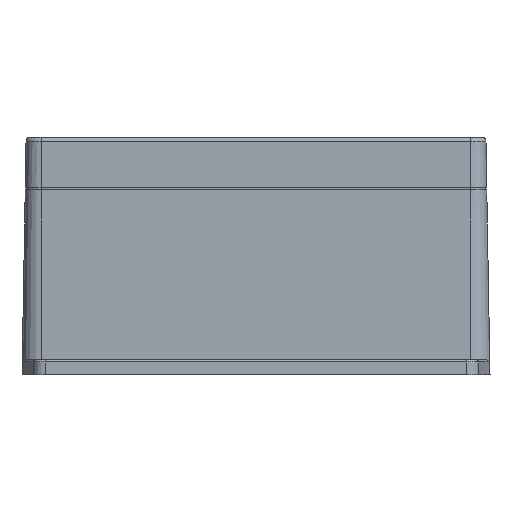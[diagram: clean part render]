
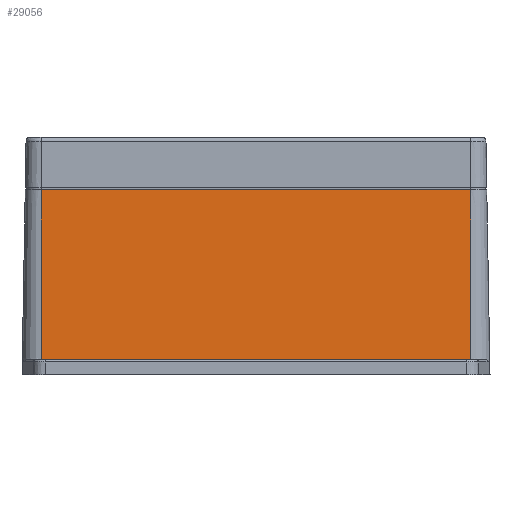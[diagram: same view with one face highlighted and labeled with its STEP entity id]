
A CAD part, front view. The second image highlights one B-rep face of the part: STEP entity #29056.
In plain terms, the highlighted planar face has unit normal (0, -1, 0.018).
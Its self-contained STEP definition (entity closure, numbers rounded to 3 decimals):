
#1324 = CARTESIAN_POINT ( 'NONE',  ( 6470.618, 1361.477, 74. ) ) ;
#1682 = CARTESIAN_POINT ( 'NONE',  ( 6470.618, 1360.29, 6. ) ) ;
#1706 = DIRECTION ( 'NONE',  ( 0., -0.017, -1. ) ) ;
#2314 = FACE_OUTER_BOUND ( 'NONE', #20632, .T. ) ;
#3158 = EDGE_CURVE ( 'NONE', #18290, #9611, #14155, .T. ) ;
#4446 = DIRECTION ( 'NONE',  ( 0., 0.017, 1. ) ) ;
#5679 = PLANE ( 'NONE',  #25403 ) ;
#7256 = CARTESIAN_POINT ( 'NONE',  ( 6470.618, 1360.186, 0. ) ) ;
#8520 = DIRECTION ( 'NONE',  ( 0., -1., 0.017 ) ) ;
#9611 = VERTEX_POINT ( 'NONE', #36328 ) ;
#14155 = LINE ( 'NONE', #15635, #20721 ) ;
#14570 = ORIENTED_EDGE ( 'NONE', *, *, #20531, .F. ) ;
#14801 = ORIENTED_EDGE ( 'NONE', *, *, #3158, .F. ) ;
#15226 = LINE ( 'NONE', #31716, #21774 ) ;
#15635 = CARTESIAN_POINT ( 'NONE',  ( 6298.618, 1360.186, 0. ) ) ;
#15911 = DIRECTION ( 'NONE',  ( -1., 0., 0. ) ) ;
#16539 = LINE ( 'NONE', #24247, #29667 ) ;
#16864 = CARTESIAN_POINT ( 'NONE',  ( 6470.618, 1360.186, 0. ) ) ;
#16871 = VECTOR ( 'NONE', #1706, 1000. ) ;
#18290 = VERTEX_POINT ( 'NONE', #27319 ) ;
#20531 = EDGE_CURVE ( 'NONE', #9611, #27285, #15226, .T. ) ;
#20632 = EDGE_LOOP ( 'NONE', ( #14570, #14801, #28112, #33596 ) ) ;
#20721 = VECTOR ( 'NONE', #4446, 1000. ) ;
#21774 = VECTOR ( 'NONE', #26104, 1000. ) ;
#24129 = EDGE_CURVE ( 'NONE', #29823, #18290, #16539, .T. ) ;
#24247 = CARTESIAN_POINT ( 'NONE',  ( 6384.618, 1360.29, 6. ) ) ;
#25403 = AXIS2_PLACEMENT_3D ( 'NONE', #16864, #8520, #28120 ) ;
#26104 = DIRECTION ( 'NONE',  ( 1., 0., 0. ) ) ;
#27285 = VERTEX_POINT ( 'NONE', #1324 ) ;
#27319 = CARTESIAN_POINT ( 'NONE',  ( 6298.618, 1360.29, 6. ) ) ;
#28112 = ORIENTED_EDGE ( 'NONE', *, *, #24129, .F. ) ;
#28120 = DIRECTION ( 'NONE',  ( 0., -0.017, -1. ) ) ;
#29056 = ADVANCED_FACE ( 'NONE', ( #2314 ), #5679, .T. ) ;
#29667 = VECTOR ( 'NONE', #15911, 1000. ) ;
#29823 = VERTEX_POINT ( 'NONE', #1682 ) ;
#31716 = CARTESIAN_POINT ( 'NONE',  ( 6384.618, 1361.477, 74. ) ) ;
#31738 = LINE ( 'NONE', #7256, #16871 ) ;
#33596 = ORIENTED_EDGE ( 'NONE', *, *, #34006, .F. ) ;
#34006 = EDGE_CURVE ( 'NONE', #27285, #29823, #31738, .T. ) ;
#36328 = CARTESIAN_POINT ( 'NONE',  ( 6298.618, 1361.477, 74. ) ) ;
